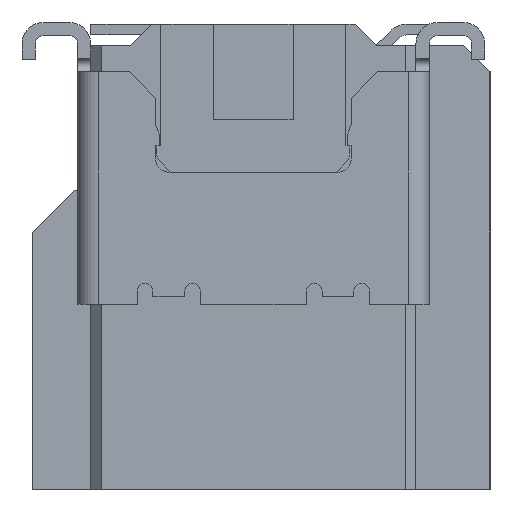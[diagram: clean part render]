
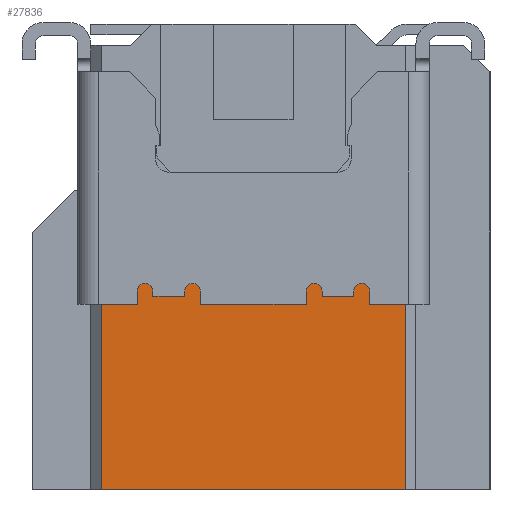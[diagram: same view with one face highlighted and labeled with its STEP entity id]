
A CAD part, left-side view. The second image highlights one B-rep face of the part: STEP entity #27836.
In plain terms, the highlighted planar face has unit normal (-1, 0, 0).
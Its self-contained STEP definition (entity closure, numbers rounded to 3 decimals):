
#285=DIRECTION('',(0.,0.,-1.));
#286=VECTOR('',#285,3.5);
#287=CARTESIAN_POINT('',(-11.1,-2.5,2.22));
#288=LINE('',#287,#286);
#289=DIRECTION('',(0.,1.,0.));
#290=VECTOR('',#289,5.75);
#291=CARTESIAN_POINT('',(-11.1,-2.5,-1.28));
#292=LINE('',#291,#290);
#293=DIRECTION('',(0.,0.,-1.));
#294=VECTOR('',#293,3.5);
#295=CARTESIAN_POINT('',(-11.1,3.25,2.22));
#296=LINE('',#295,#294);
#297=DIRECTION('',(0.,0.,1.));
#298=VECTOR('',#297,0.25);
#299=CARTESIAN_POINT('',(-11.1,2.575,2.22));
#300=LINE('',#299,#298);
#301=CARTESIAN_POINT('',(-11.1,2.425,2.47));
#302=DIRECTION('',(-1.,0.,0.));
#303=DIRECTION('',(0.,-1.,0.));
#304=AXIS2_PLACEMENT_3D('',#301,#302,#303);
#306=DIRECTION('',(0.,0.,-1.));
#307=VECTOR('',#306,0.1);
#308=CARTESIAN_POINT('',(-11.1,2.275,2.47));
#309=LINE('',#308,#307);
#310=DIRECTION('',(0.,-1.,0.));
#311=VECTOR('',#310,0.6);
#312=CARTESIAN_POINT('',(-11.1,2.275,2.37));
#313=LINE('',#312,#311);
#314=DIRECTION('',(0.,0.,1.));
#315=VECTOR('',#314,0.1);
#316=CARTESIAN_POINT('',(-11.1,1.675,2.37));
#317=LINE('',#316,#315);
#318=CARTESIAN_POINT('',(-11.1,1.525,2.47));
#319=DIRECTION('',(-1.,0.,0.));
#320=DIRECTION('',(0.,-1.,0.));
#321=AXIS2_PLACEMENT_3D('',#318,#319,#320);
#323=DIRECTION('',(0.,0.,-1.));
#324=VECTOR('',#323,0.25);
#325=CARTESIAN_POINT('',(-11.1,1.375,2.47));
#326=LINE('',#325,#324);
#327=DIRECTION('',(0.,-1.,0.));
#328=VECTOR('',#327,2.);
#329=CARTESIAN_POINT('',(-11.1,1.375,2.22));
#330=LINE('',#329,#328);
#331=DIRECTION('',(0.,0.,1.));
#332=VECTOR('',#331,0.25);
#333=CARTESIAN_POINT('',(-11.1,-0.625,2.22));
#334=LINE('',#333,#332);
#335=CARTESIAN_POINT('',(-11.1,-0.775,2.47));
#336=DIRECTION('',(-1.,0.,0.));
#337=DIRECTION('',(0.,-1.,0.));
#338=AXIS2_PLACEMENT_3D('',#335,#336,#337);
#340=DIRECTION('',(0.,0.,-1.));
#341=VECTOR('',#340,0.1);
#342=CARTESIAN_POINT('',(-11.1,-0.925,2.47));
#343=LINE('',#342,#341);
#344=DIRECTION('',(0.,-1.,0.));
#345=VECTOR('',#344,0.6);
#346=CARTESIAN_POINT('',(-11.1,-0.925,2.37));
#347=LINE('',#346,#345);
#348=DIRECTION('',(0.,0.,1.));
#349=VECTOR('',#348,0.1);
#350=CARTESIAN_POINT('',(-11.1,-1.525,2.37));
#351=LINE('',#350,#349);
#352=CARTESIAN_POINT('',(-11.1,-1.675,2.47));
#353=DIRECTION('',(-1.,0.,0.));
#354=DIRECTION('',(0.,-1.,0.));
#355=AXIS2_PLACEMENT_3D('',#352,#353,#354);
#357=DIRECTION('',(0.,0.,-1.));
#358=VECTOR('',#357,0.25);
#359=CARTESIAN_POINT('',(-11.1,-1.825,2.47));
#360=LINE('',#359,#358);
#1044=DIRECTION('',(0.,1.,0.));
#1045=VECTOR('',#1044,0.675);
#1046=CARTESIAN_POINT('',(-11.1,-2.5,2.22));
#1047=LINE('',#1046,#1045);
#1208=DIRECTION('',(0.,1.,0.));
#1209=VECTOR('',#1208,0.675);
#1210=CARTESIAN_POINT('',(-11.1,2.575,2.22));
#1211=LINE('',#1210,#1209);
#21131=CARTESIAN_POINT('',(-11.1,3.25,-1.28));
#21132=VERTEX_POINT('',#21131);
#21133=CARTESIAN_POINT('',(-11.1,-2.5,-1.28));
#21134=VERTEX_POINT('',#21133);
#21839=CARTESIAN_POINT('',(-11.1,2.575,2.22));
#21840=CARTESIAN_POINT('',(-11.1,2.575,2.47));
#21841=VERTEX_POINT('',#21839);
#21842=VERTEX_POINT('',#21840);
#21843=CARTESIAN_POINT('',(-11.1,2.275,2.47));
#21844=VERTEX_POINT('',#21843);
#21845=CARTESIAN_POINT('',(-11.1,1.375,2.47));
#21846=CARTESIAN_POINT('',(-11.1,1.675,2.47));
#21847=VERTEX_POINT('',#21845);
#21848=VERTEX_POINT('',#21846);
#21849=CARTESIAN_POINT('',(-11.1,1.375,2.22));
#21850=VERTEX_POINT('',#21849);
#21851=CARTESIAN_POINT('',(-11.1,-0.625,2.22));
#21852=VERTEX_POINT('',#21851);
#21853=CARTESIAN_POINT('',(-11.1,-0.625,2.47));
#21854=VERTEX_POINT('',#21853);
#21855=CARTESIAN_POINT('',(-11.1,-0.925,2.47));
#21856=VERTEX_POINT('',#21855);
#21857=CARTESIAN_POINT('',(-11.1,-1.825,2.47));
#21858=CARTESIAN_POINT('',(-11.1,-1.525,2.47));
#21859=VERTEX_POINT('',#21857);
#21860=VERTEX_POINT('',#21858);
#21861=CARTESIAN_POINT('',(-11.1,-1.825,2.22));
#21862=VERTEX_POINT('',#21861);
#21879=CARTESIAN_POINT('',(-11.1,2.275,2.37));
#21880=VERTEX_POINT('',#21879);
#21881=CARTESIAN_POINT('',(-11.1,1.675,2.37));
#21882=VERTEX_POINT('',#21881);
#21883=CARTESIAN_POINT('',(-11.1,-0.925,2.37));
#21884=VERTEX_POINT('',#21883);
#21885=CARTESIAN_POINT('',(-11.1,-1.525,2.37));
#21886=VERTEX_POINT('',#21885);
#22187=CARTESIAN_POINT('',(-11.1,-2.5,2.22));
#22188=VERTEX_POINT('',#22187);
#22189=CARTESIAN_POINT('',(-11.1,3.25,2.22));
#22190=VERTEX_POINT('',#22189);
#27789=CARTESIAN_POINT('',(-11.1,-2.7,-1.28));
#27790=DIRECTION('',(-1.,0.,0.));
#27791=DIRECTION('',(0.,1.,0.));
#27792=AXIS2_PLACEMENT_3D('',#27789,#27790,#27791);
#27793=PLANE('',#27792);
#27795=ORIENTED_EDGE('',*,*,#27794,.F.);
#27797=ORIENTED_EDGE('',*,*,#27796,.T.);
#27799=ORIENTED_EDGE('',*,*,#27798,.T.);
#27801=ORIENTED_EDGE('',*,*,#27800,.F.);
#27803=ORIENTED_EDGE('',*,*,#27802,.F.);
#27805=ORIENTED_EDGE('',*,*,#27804,.T.);
#27807=ORIENTED_EDGE('',*,*,#27806,.F.);
#27809=ORIENTED_EDGE('',*,*,#27808,.T.);
#27811=ORIENTED_EDGE('',*,*,#27810,.T.);
#27813=ORIENTED_EDGE('',*,*,#27812,.T.);
#27815=ORIENTED_EDGE('',*,*,#27814,.F.);
#27817=ORIENTED_EDGE('',*,*,#27816,.T.);
#27819=ORIENTED_EDGE('',*,*,#27818,.T.);
#27821=ORIENTED_EDGE('',*,*,#27820,.T.);
#27823=ORIENTED_EDGE('',*,*,#27822,.F.);
#27825=ORIENTED_EDGE('',*,*,#27824,.T.);
#27827=ORIENTED_EDGE('',*,*,#27826,.T.);
#27829=ORIENTED_EDGE('',*,*,#27828,.T.);
#27831=ORIENTED_EDGE('',*,*,#27830,.F.);
#27833=ORIENTED_EDGE('',*,*,#27832,.T.);
#27834=EDGE_LOOP('',(#27795,#27797,#27799,#27801,#27803,#27805,#27807,#27809,
#27811,#27813,#27815,#27817,#27819,#27821,#27823,#27825,#27827,#27829,#27831,
#27833));
#27835=FACE_OUTER_BOUND('',#27834,.F.);
#27836=ADVANCED_FACE('',(#27835),#27793,.T.);
#305=CIRCLE('',#304,0.15);
#322=CIRCLE('',#321,0.15);
#339=CIRCLE('',#338,0.15);
#356=CIRCLE('',#355,0.15);
#27794=EDGE_CURVE('',#22188,#21862,#1047,.T.);
#27796=EDGE_CURVE('',#22188,#21134,#288,.T.);
#27798=EDGE_CURVE('',#21134,#21132,#292,.T.);
#27800=EDGE_CURVE('',#22190,#21132,#296,.T.);
#27802=EDGE_CURVE('',#21841,#22190,#1211,.T.);
#27804=EDGE_CURVE('',#21841,#21842,#300,.T.);
#27806=EDGE_CURVE('',#21844,#21842,#305,.T.);
#27808=EDGE_CURVE('',#21844,#21880,#309,.T.);
#27810=EDGE_CURVE('',#21880,#21882,#313,.T.);
#27812=EDGE_CURVE('',#21882,#21848,#317,.T.);
#27814=EDGE_CURVE('',#21847,#21848,#322,.T.);
#27816=EDGE_CURVE('',#21847,#21850,#326,.T.);
#27818=EDGE_CURVE('',#21850,#21852,#330,.T.);
#27820=EDGE_CURVE('',#21852,#21854,#334,.T.);
#27822=EDGE_CURVE('',#21856,#21854,#339,.T.);
#27824=EDGE_CURVE('',#21856,#21884,#343,.T.);
#27826=EDGE_CURVE('',#21884,#21886,#347,.T.);
#27828=EDGE_CURVE('',#21886,#21860,#351,.T.);
#27830=EDGE_CURVE('',#21859,#21860,#356,.T.);
#27832=EDGE_CURVE('',#21859,#21862,#360,.T.);
